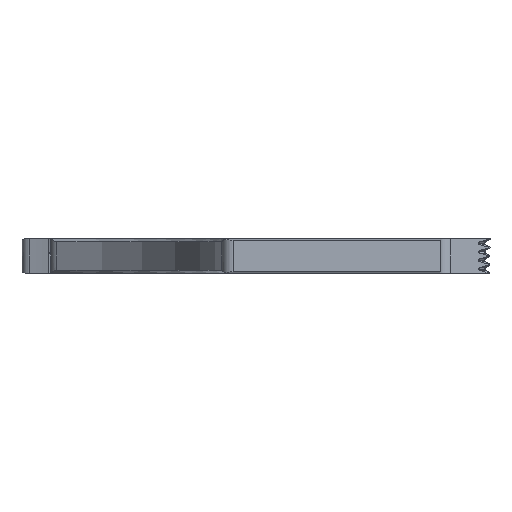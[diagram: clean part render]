
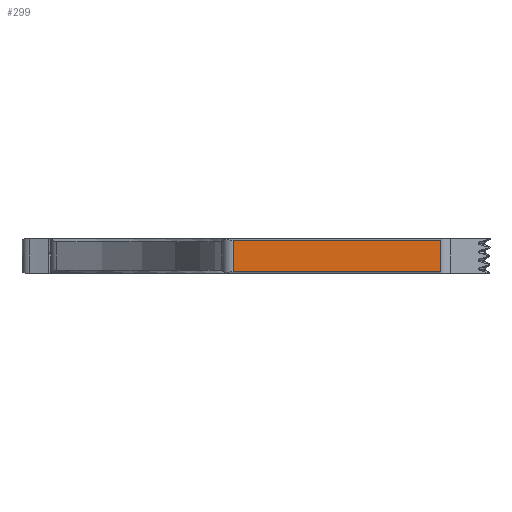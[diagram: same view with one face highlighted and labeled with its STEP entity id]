
A CAD part, front view. The second image highlights one B-rep face of the part: STEP entity #299.
In plain terms, the highlighted planar face has unit normal (0, -1, 0).
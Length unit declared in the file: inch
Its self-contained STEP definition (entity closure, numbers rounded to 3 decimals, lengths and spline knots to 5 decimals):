
#173 = ORIENTED_EDGE ( 'NONE', *, *, #3760, .T. ) ;
#195 = CARTESIAN_POINT ( 'NONE',  ( 3.54331, 0., -0.35875 ) ) ;
#299 = ADVANCED_FACE ( 'NONE', ( #3412 ), #1198, .T. ) ;
#368 = ORIENTED_EDGE ( 'NONE', *, *, #732, .F. ) ;
#518 = AXIS2_PLACEMENT_3D ( 'NONE', #2412, #3061, #3690 ) ;
#565 = ORIENTED_EDGE ( 'NONE', *, *, #1099, .F. ) ;
#599 = VERTEX_POINT ( 'NONE', #3660 ) ;
#664 = VERTEX_POINT ( 'NONE', #1339 ) ;
#732 = EDGE_CURVE ( 'NONE', #2831, #2286, #4019, .T. ) ;
#804 = ORIENTED_EDGE ( 'NONE', *, *, #2336, .T. ) ;
#985 = DIRECTION ( 'NONE',  ( 1., 0., 0. ) ) ;
#1005 = LINE ( 'NONE', #3480, #1747 ) ;
#1027 = DIRECTION ( 'NONE',  ( 0., 0., -1. ) ) ;
#1099 = EDGE_CURVE ( 'NONE', #599, #664, #1005, .T. ) ;
#1170 = CARTESIAN_POINT ( 'NONE',  ( 3.66618, 0., -0.35875 ) ) ;
#1198 = PLANE ( 'NONE',  #518 ) ;
#1339 = CARTESIAN_POINT ( 'NONE',  ( 5.90551, 0., -0.01575 ) ) ;
#1747 = VECTOR ( 'NONE', #985, 39.37008 ) ;
#1842 = VECTOR ( 'NONE', #2717, 39.37008 ) ;
#2286 = VERTEX_POINT ( 'NONE', #1170 ) ;
#2336 = EDGE_CURVE ( 'NONE', #599, #2286, #2522, .T. ) ;
#2371 = DIRECTION ( 'NONE',  ( 0., 0., 1. ) ) ;
#2378 = EDGE_LOOP ( 'NONE', ( #565, #804, #368, #173 ) ) ;
#2412 = CARTESIAN_POINT ( 'NONE',  ( 3.54331, 0., -0.3745 ) ) ;
#2522 = LINE ( 'NONE', #3884, #2742 ) ;
#2687 = CARTESIAN_POINT ( 'NONE',  ( 5.90551, 0., -0.3745 ) ) ;
#2717 = DIRECTION ( 'NONE',  ( -1., 0., 0. ) ) ;
#2742 = VECTOR ( 'NONE', #1027, 39.37008 ) ;
#2831 = VERTEX_POINT ( 'NONE', #2861 ) ;
#2861 = CARTESIAN_POINT ( 'NONE',  ( 5.90551, 0., -0.35875 ) ) ;
#3061 = DIRECTION ( 'NONE',  ( 0., -1., 0. ) ) ;
#3412 = FACE_OUTER_BOUND ( 'NONE', #2378, .T. ) ;
#3480 = CARTESIAN_POINT ( 'NONE',  ( 1.3466, 0., -0.01575 ) ) ;
#3602 = LINE ( 'NONE', #2687, #4088 ) ;
#3660 = CARTESIAN_POINT ( 'NONE',  ( 3.66618, 0., -0.01575 ) ) ;
#3690 = DIRECTION ( 'NONE',  ( 0., 0., -1. ) ) ;
#3760 = EDGE_CURVE ( 'NONE', #2831, #664, #3602, .T. ) ;
#3884 = CARTESIAN_POINT ( 'NONE',  ( 3.66618, 0., -0.3435 ) ) ;
#4019 = LINE ( 'NONE', #195, #1842 ) ;
#4088 = VECTOR ( 'NONE', #2371, 39.37008 ) ;
